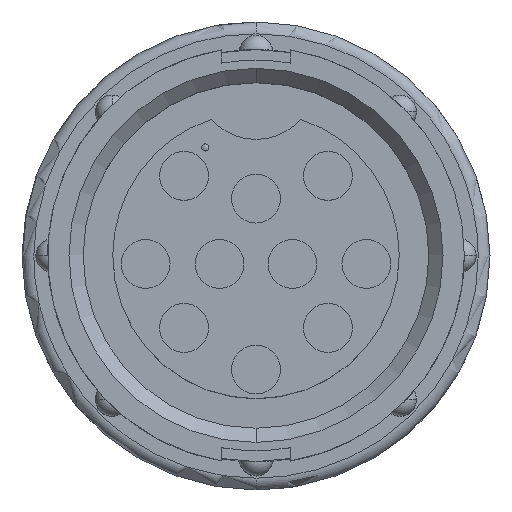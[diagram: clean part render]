
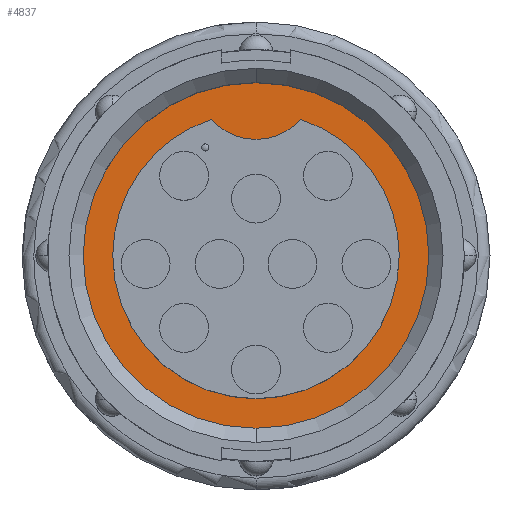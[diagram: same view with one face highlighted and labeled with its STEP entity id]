
A CAD part, top view. The second image highlights one B-rep face of the part: STEP entity #4837.
In plain terms, the highlighted planar face has unit normal (0, 0, 1).
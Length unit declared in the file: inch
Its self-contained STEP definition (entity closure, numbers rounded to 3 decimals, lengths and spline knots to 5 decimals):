
#159 = AXIS2_PLACEMENT_3D ( 'NONE', #4900, #4890, #4867 ) ;
#337 = EDGE_CURVE ( 'NONE', #9419, #6187, #8569, .T. ) ;
#636 = VERTEX_POINT ( 'NONE', #838 ) ;
#779 = DIRECTION ( 'NONE',  ( -1., 0., 0. ) ) ;
#838 = CARTESIAN_POINT ( 'NONE',  ( -0.3025, 0., -0.28 ) ) ;
#873 = CARTESIAN_POINT ( 'NONE',  ( 0., 0.3025, -0.28 ) ) ;
#919 = AXIS2_PLACEMENT_3D ( 'NONE', #8992, #8966, #8953 ) ;
#1915 = DIRECTION ( 'NONE',  ( 0., 0., -1. ) ) ;
#2113 = CARTESIAN_POINT ( 'NONE',  ( 0.365, 0., -0.28 ) ) ;
#2245 = CIRCLE ( 'NONE', #919, 0.3025 ) ;
#2787 = DIRECTION ( 'NONE',  ( 1., 0., 0. ) ) ;
#2809 = DIRECTION ( 'NONE',  ( 0., 0., 1. ) ) ;
#2820 = CARTESIAN_POINT ( 'NONE',  ( 0., 0., -0.28 ) ) ;
#3147 = CARTESIAN_POINT ( 'NONE',  ( 0., 0., -0.28 ) ) ;
#3225 = AXIS2_PLACEMENT_3D ( 'NONE', #873, #1915, #779 ) ;
#3278 = EDGE_CURVE ( 'NONE', #6187, #9419, #4731, .T. ) ;
#3310 = CARTESIAN_POINT ( 'NONE',  ( -0.09395, 0.28754, -0.28 ) ) ;
#3443 = EDGE_CURVE ( 'NONE', #636, #5994, #5277, .T. ) ;
#3746 = AXIS2_PLACEMENT_3D ( 'NONE', #3147, #8201, #3931 ) ;
#3811 = ORIENTED_EDGE ( 'NONE', *, *, #7760, .F. ) ;
#3825 = AXIS2_PLACEMENT_3D ( 'NONE', #4551, #4558, #4560 ) ;
#3883 = ORIENTED_EDGE ( 'NONE', *, *, #7168, .F. ) ;
#3931 = DIRECTION ( 'NONE',  ( 1., 0., 0. ) ) ;
#3967 = ORIENTED_EDGE ( 'NONE', *, *, #3443, .F. ) ;
#4003 = VERTEX_POINT ( 'NONE', #3310 ) ;
#4210 = VERTEX_POINT ( 'NONE', #8590 ) ;
#4551 = CARTESIAN_POINT ( 'NONE',  ( 0., 0., -0.28 ) ) ;
#4558 = DIRECTION ( 'NONE',  ( 0., 0., 1. ) ) ;
#4560 = DIRECTION ( 'NONE',  ( 1., 0., 0. ) ) ;
#4731 = CIRCLE ( 'NONE', #3825, 0.365 ) ;
#4837 = ADVANCED_FACE ( 'NONE', ( #8819, #8924 ), #6368, .F. ) ;
#4867 = DIRECTION ( 'NONE',  ( 1., 0., 0. ) ) ;
#4890 = DIRECTION ( 'NONE',  ( 0., 0., -1. ) ) ;
#4900 = CARTESIAN_POINT ( 'NONE',  ( 0., 0.37, -0.28 ) ) ;
#5145 = CARTESIAN_POINT ( 'NONE',  ( 0.3025, 0., -0.28 ) ) ;
#5277 = CIRCLE ( 'NONE', #3746, 0.3025 ) ;
#5401 = AXIS2_PLACEMENT_3D ( 'NONE', #2820, #2809, #2787 ) ;
#5505 = ORIENTED_EDGE ( 'NONE', *, *, #8275, .F. ) ;
#5612 = CIRCLE ( 'NONE', #159, 0.125 ) ;
#5782 = ORIENTED_EDGE ( 'NONE', *, *, #337, .T. ) ;
#5814 = ORIENTED_EDGE ( 'NONE', *, *, #3278, .T. ) ;
#5994 = VERTEX_POINT ( 'NONE', #5145 ) ;
#6187 = VERTEX_POINT ( 'NONE', #7854 ) ;
#6368 = PLANE ( 'NONE',  #3225 ) ;
#7168 = EDGE_CURVE ( 'NONE', #5994, #4210, #2245, .T. ) ;
#7421 = EDGE_LOOP ( 'NONE', ( #5505, #3811, #3883, #3967 ) ) ;
#7505 = EDGE_LOOP ( 'NONE', ( #5782, #5814 ) ) ;
#7760 = EDGE_CURVE ( 'NONE', #4210, #4003, #5612, .T. ) ;
#7854 = CARTESIAN_POINT ( 'NONE',  ( -0.365, 0., -0.28 ) ) ;
#8160 = CIRCLE ( 'NONE', #8306, 0.3025 ) ;
#8201 = DIRECTION ( 'NONE',  ( 0., 0., 1. ) ) ;
#8275 = EDGE_CURVE ( 'NONE', #4003, #636, #8160, .T. ) ;
#8306 = AXIS2_PLACEMENT_3D ( 'NONE', #9221, #9206, #9196 ) ;
#8569 = CIRCLE ( 'NONE', #5401, 0.365 ) ;
#8590 = CARTESIAN_POINT ( 'NONE',  ( 0.09395, 0.28754, -0.28 ) ) ;
#8819 = FACE_BOUND ( 'NONE', #7421, .T. ) ;
#8924 = FACE_OUTER_BOUND ( 'NONE', #7505, .T. ) ;
#8953 = DIRECTION ( 'NONE',  ( 1., 0., 0. ) ) ;
#8966 = DIRECTION ( 'NONE',  ( 0., 0., 1. ) ) ;
#8992 = CARTESIAN_POINT ( 'NONE',  ( 0., 0., -0.28 ) ) ;
#9196 = DIRECTION ( 'NONE',  ( 1., 0., 0. ) ) ;
#9206 = DIRECTION ( 'NONE',  ( 0., 0., 1. ) ) ;
#9221 = CARTESIAN_POINT ( 'NONE',  ( 0., 0., -0.28 ) ) ;
#9419 = VERTEX_POINT ( 'NONE', #2113 ) ;
